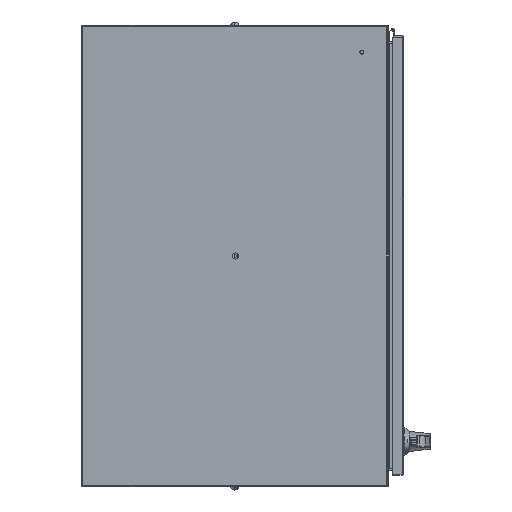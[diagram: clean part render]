
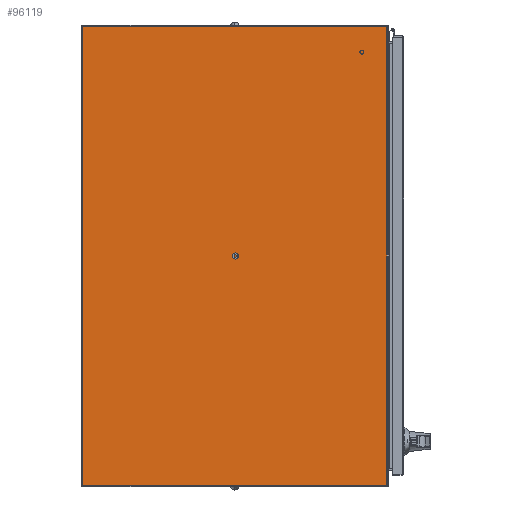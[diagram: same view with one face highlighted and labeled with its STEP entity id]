
A CAD part, front view. The second image highlights one B-rep face of the part: STEP entity #96119.
In plain terms, the highlighted face is planar.
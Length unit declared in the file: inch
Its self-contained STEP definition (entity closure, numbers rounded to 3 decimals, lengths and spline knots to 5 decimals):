
#553 = CARTESIAN_POINT ( 'NONE',  ( -17.935, -11.857, 0. ) ) ;
#4075 = VECTOR ( 'NONE', #81731, 39.37008 ) ;
#5015 = CARTESIAN_POINT ( 'NONE',  ( -17.935, 12., 0. ) ) ;
#5047 = CARTESIAN_POINT ( 'NONE',  ( -17.935, -11.857, 0. ) ) ;
#5588 = CARTESIAN_POINT ( 'NONE',  ( -17.935, -12., 0. ) ) ;
#7381 = EDGE_LOOP ( 'NONE', ( #79632, #70069, #31106, #52824 ) ) ;
#7812 = VECTOR ( 'NONE', #84120, 39.37008 ) ;
#17045 = VERTEX_POINT ( 'NONE', #5015 ) ;
#17051 = CARTESIAN_POINT ( 'NONE',  ( -17.935, 12., 0. ) ) ;
#17834 = VECTOR ( 'NONE', #49479, 39.37008 ) ;
#31106 = ORIENTED_EDGE ( 'NONE', *, *, #63671, .F. ) ;
#36262 = FACE_OUTER_BOUND ( 'NONE', #7381, .T. ) ;
#37702 = VERTEX_POINT ( 'NONE', #104048 ) ;
#37853 = AXIS2_PLACEMENT_3D ( 'NONE', #5588, #45047, #77305 ) ;
#40684 = LINE ( 'NONE', #17051, #4075 ) ;
#45047 = DIRECTION ( 'NONE',  ( 0., 0., 1. ) ) ;
#48037 = LINE ( 'NONE', #553, #17834 ) ;
#49479 = DIRECTION ( 'NONE',  ( 1., 0., 0. ) ) ;
#52824 = ORIENTED_EDGE ( 'NONE', *, *, #92731, .F. ) ;
#55511 = VERTEX_POINT ( 'NONE', #100958 ) ;
#60015 = DIRECTION ( 'NONE',  ( 0., 1., 0. ) ) ;
#60704 = CARTESIAN_POINT ( 'NONE',  ( 17.935, -12., 0. ) ) ;
#61037 = VECTOR ( 'NONE', #60015, 39.37008 ) ;
#61297 = EDGE_CURVE ( 'NONE', #17045, #95406, #84605, .T. ) ;
#63671 = EDGE_CURVE ( 'NONE', #37702, #17045, #40684, .T. ) ;
#64746 = LINE ( 'NONE', #60704, #61037 ) ;
#70069 = ORIENTED_EDGE ( 'NONE', *, *, #61297, .F. ) ;
#76799 = EDGE_CURVE ( 'NONE', #95406, #55511, #48037, .T. ) ;
#77305 = DIRECTION ( 'NONE',  ( 1., 0., 0. ) ) ;
#79632 = ORIENTED_EDGE ( 'NONE', *, *, #76799, .F. ) ;
#81731 = DIRECTION ( 'NONE',  ( -1., 0., 0. ) ) ;
#84120 = DIRECTION ( 'NONE',  ( 0., -1., 0. ) ) ;
#84605 = LINE ( 'NONE', #98987, #7812 ) ;
#92731 = EDGE_CURVE ( 'NONE', #55511, #37702, #64746, .T. ) ;
#95406 = VERTEX_POINT ( 'NONE', #5047 ) ;
#96119 = ADVANCED_FACE ( 'NONE', ( #36262 ), #102026, .F. ) ;
#98987 = CARTESIAN_POINT ( 'NONE',  ( -17.935, -12., 0. ) ) ;
#100958 = CARTESIAN_POINT ( 'NONE',  ( 17.935, -11.857, 0. ) ) ;
#102026 = PLANE ( 'NONE',  #37853 ) ;
#104048 = CARTESIAN_POINT ( 'NONE',  ( 17.935, 12., 0. ) ) ;
